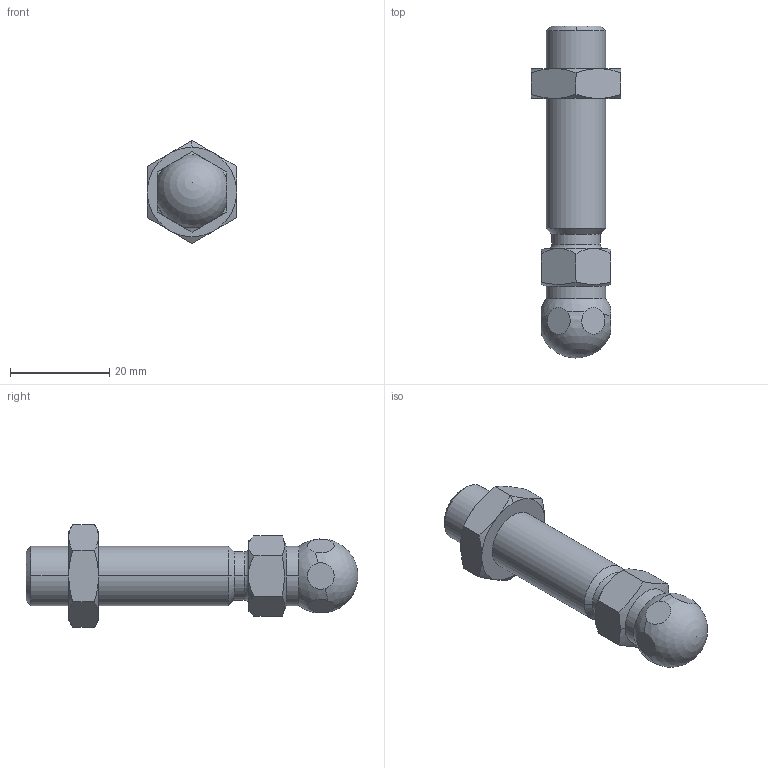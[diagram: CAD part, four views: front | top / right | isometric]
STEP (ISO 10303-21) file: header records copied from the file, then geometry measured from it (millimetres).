
FILE_DESCRIPTION (( 'STEP AP203' ), '1' );
FILE_NAME ('203600308_c_1.STEP', '2022-06-30T09:37:03', ( '' ), ( '' ), 'SwSTEP 2.0', 'SolidWorks 2014', '' );
FILE_SCHEMA (( 'CONFIG_CONTROL_DESIGN' ));
Length unit declared in the file: millimetre
Products named in the file (1): 203600308_c_1
Bounding box: 18 x 66.99 x 20.78 mm (x, y, z)
Volume: 9183.6 mm3; surface area: 3817.1 mm2
Topology: 2 solids, 2 shells, 65 faces, 159 edges, 98 vertices
Faces by surface type: cone 29, plane 22, cylinder 10, torus 2, sphere 2
Entity records: 2066 total; most frequent: CARTESIAN_POINT 515, DIRECTION 313, ORIENTED_EDGE 308, EDGE_CURVE 154, AXIS2_PLACEMENT_3D 137, VERTEX_POINT 95, CIRCLE 71, EDGE_LOOP 69
